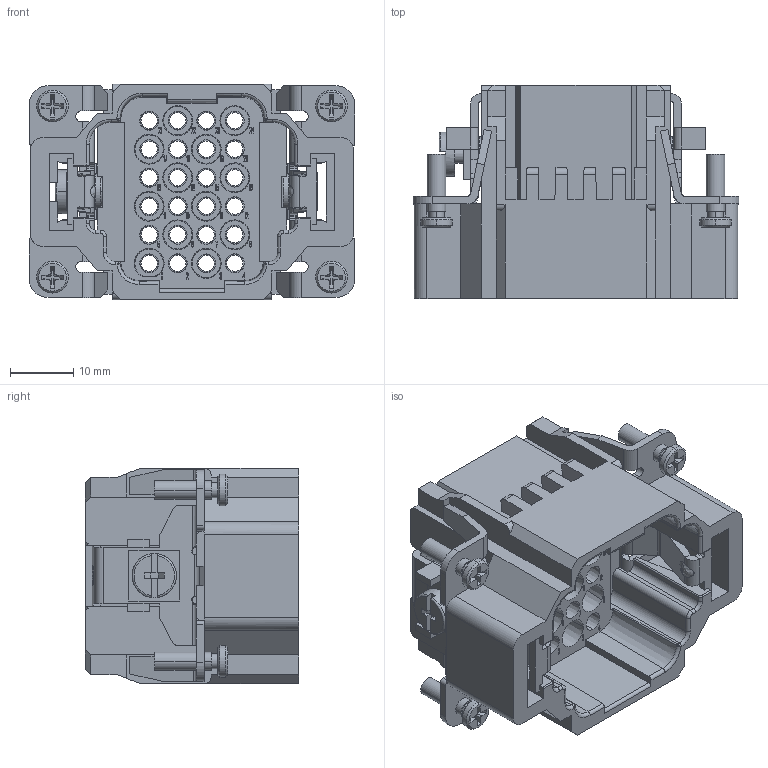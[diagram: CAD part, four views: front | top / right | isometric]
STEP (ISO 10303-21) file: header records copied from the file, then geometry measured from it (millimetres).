
FILE_DESCRIPTION((''),'2;1');
FILE_NAME('24PIN01','2017-08-24T',('tl.yang'),(''),'PRO/ENGINEER BY PARAMETRIC TECHNOLOGY CORPORATION, 2011500','PRO/ENGINEER BY PARAMETRIC TECHNOLOGY CORPORATION, 2011500','');
FILE_SCHEMA(('CONFIG_CONTROL_DESIGN'));
Products named in the file (1): 24PIN01
Bounding box: 51.4 x 33.6 x 34 mm (x, y, z)
Volume: 18748.2 mm3; surface area: 18844.8 mm2
Topology: 1 solids, 2 shells, 3228 faces, 9094 edges, 6012 vertices
Faces by surface type: plane 2817, cylinder 236, cone 91, bspline 52, torus 24, revolution 8
Entity records: 105790 total; most frequent: CARTESIAN_POINT 21926, ORIENTED_EDGE 18172, DIRECTION 15966, EDGE_CURVE 9086, VECTOR 8274, LINE 8274, VERTEX_POINT 6012, AXIS2_PLACEMENT_3D 3842
